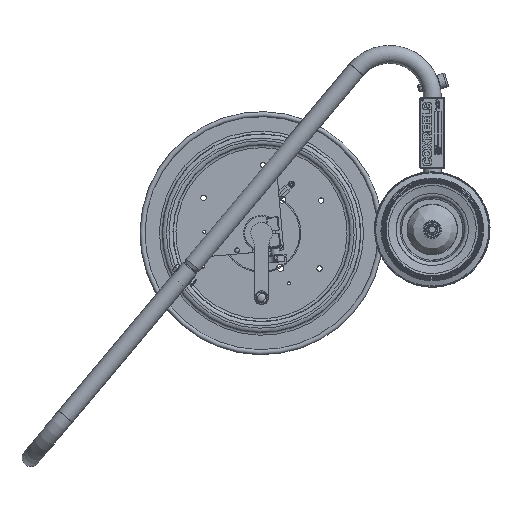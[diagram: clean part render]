
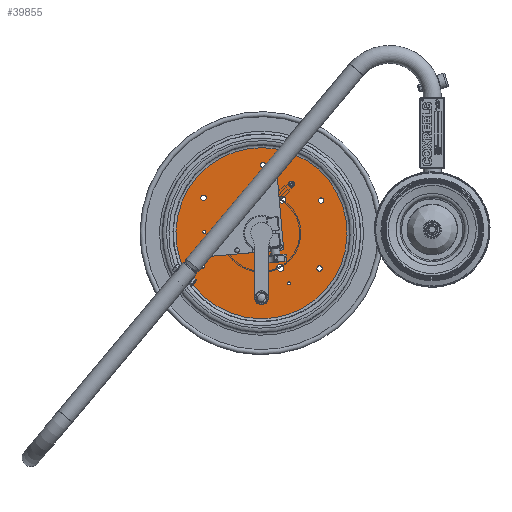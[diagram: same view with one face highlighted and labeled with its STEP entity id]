
A CAD part, left-side view. The second image highlights one B-rep face of the part: STEP entity #39855.
In plain terms, the highlighted planar face has unit normal (-1, 0, 0).
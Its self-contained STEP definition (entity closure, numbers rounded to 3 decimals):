
#2874=FACE_BOUND('',#6772,.T.);
#2875=FACE_BOUND('',#6773,.T.);
#2876=FACE_BOUND('',#6774,.T.);
#2877=FACE_BOUND('',#6775,.T.);
#2878=FACE_BOUND('',#6776,.T.);
#2879=FACE_BOUND('',#6777,.T.);
#2880=FACE_BOUND('',#6778,.T.);
#2881=FACE_BOUND('',#6779,.T.);
#2882=FACE_BOUND('',#6780,.T.);
#2883=FACE_BOUND('',#6781,.T.);
#2884=FACE_BOUND('',#6782,.T.);
#2885=FACE_BOUND('',#6783,.T.);
#2886=FACE_BOUND('',#6784,.T.);
#3974=CIRCLE('',#42437,0.25);
#3975=CIRCLE('',#42439,0.25);
#3976=CIRCLE('',#42441,0.25);
#3977=CIRCLE('',#42443,0.11);
#3978=CIRCLE('',#42445,0.188);
#3979=CIRCLE('',#42447,0.188);
#3980=CIRCLE('',#42449,0.188);
#3981=CIRCLE('',#42451,0.188);
#3982=CIRCLE('',#42453,0.188);
#3983=CIRCLE('',#42455,0.188);
#3984=CIRCLE('',#42457,0.11);
#4001=CIRCLE('',#42481,5.983);
#4002=CIRCLE('',#42482,5.983);
#4003=CIRCLE('',#42483,0.563);
#4004=CIRCLE('',#42484,0.11);
#5224=FACE_OUTER_BOUND('',#6771,.T.);
#6771=EDGE_LOOP('',(#30200,#30201));
#6772=EDGE_LOOP('',(#30202));
#6773=EDGE_LOOP('',(#30203));
#6774=EDGE_LOOP('',(#30204));
#6775=EDGE_LOOP('',(#30205));
#6776=EDGE_LOOP('',(#30206));
#6777=EDGE_LOOP('',(#30207));
#6778=EDGE_LOOP('',(#30208));
#6779=EDGE_LOOP('',(#30209));
#6780=EDGE_LOOP('',(#30210));
#6781=EDGE_LOOP('',(#30211));
#6782=EDGE_LOOP('',(#30212));
#6783=EDGE_LOOP('',(#30213));
#6784=EDGE_LOOP('',(#30214));
#15944=VERTEX_POINT('',#59983);
#15945=VERTEX_POINT('',#59987);
#15946=VERTEX_POINT('',#59991);
#15947=VERTEX_POINT('',#59995);
#15948=VERTEX_POINT('',#59999);
#15949=VERTEX_POINT('',#60003);
#15950=VERTEX_POINT('',#60007);
#15951=VERTEX_POINT('',#60011);
#15952=VERTEX_POINT('',#60015);
#15953=VERTEX_POINT('',#60019);
#15954=VERTEX_POINT('',#60023);
#15967=VERTEX_POINT('',#60061);
#15968=VERTEX_POINT('',#60062);
#15969=VERTEX_POINT('',#60065);
#15970=VERTEX_POINT('',#60067);
#21931=EDGE_CURVE('',#15944,#15944,#3974,.T.);
#21933=EDGE_CURVE('',#15945,#15945,#3975,.T.);
#21935=EDGE_CURVE('',#15946,#15946,#3976,.T.);
#21937=EDGE_CURVE('',#15947,#15947,#3977,.T.);
#21938=EDGE_CURVE('',#15948,#15948,#3978,.T.);
#21940=EDGE_CURVE('',#15949,#15949,#3979,.T.);
#21942=EDGE_CURVE('',#15950,#15950,#3980,.T.);
#21944=EDGE_CURVE('',#15951,#15951,#3981,.T.);
#21946=EDGE_CURVE('',#15952,#15952,#3982,.T.);
#21948=EDGE_CURVE('',#15953,#15953,#3983,.T.);
#21951=EDGE_CURVE('',#15954,#15954,#3984,.T.);
#21968=EDGE_CURVE('',#15967,#15968,#4001,.T.);
#21969=EDGE_CURVE('',#15968,#15967,#4002,.T.);
#21970=EDGE_CURVE('',#15969,#15969,#4003,.T.);
#21971=EDGE_CURVE('',#15970,#15970,#4004,.T.);
#30200=ORIENTED_EDGE('',*,*,#21968,.F.);
#30201=ORIENTED_EDGE('',*,*,#21969,.F.);
#30202=ORIENTED_EDGE('',*,*,#21970,.T.);
#30203=ORIENTED_EDGE('',*,*,#21931,.T.);
#30204=ORIENTED_EDGE('',*,*,#21933,.T.);
#30205=ORIENTED_EDGE('',*,*,#21935,.T.);
#30206=ORIENTED_EDGE('',*,*,#21937,.T.);
#30207=ORIENTED_EDGE('',*,*,#21938,.T.);
#30208=ORIENTED_EDGE('',*,*,#21940,.T.);
#30209=ORIENTED_EDGE('',*,*,#21942,.T.);
#30210=ORIENTED_EDGE('',*,*,#21944,.T.);
#30211=ORIENTED_EDGE('',*,*,#21946,.T.);
#30212=ORIENTED_EDGE('',*,*,#21948,.T.);
#30213=ORIENTED_EDGE('',*,*,#21951,.T.);
#30214=ORIENTED_EDGE('',*,*,#21971,.T.);
#37484=PLANE('',#42480);
#39855=ADVANCED_FACE('',(#5224,#2874,#2875,#2876,#2877,#2878,#2879,#2880,
#2881,#2882,#2883,#2884,#2885,#2886),#37484,.T.);
#42437=AXIS2_PLACEMENT_3D('',#59985,#47029,#47030);
#42439=AXIS2_PLACEMENT_3D('',#59989,#47034,#47035);
#42441=AXIS2_PLACEMENT_3D('',#59993,#47039,#47040);
#42443=AXIS2_PLACEMENT_3D('',#59997,#47044,#47045);
#42445=AXIS2_PLACEMENT_3D('',#60000,#47048,#47049);
#42447=AXIS2_PLACEMENT_3D('',#60004,#47053,#47054);
#42449=AXIS2_PLACEMENT_3D('',#60008,#47058,#47059);
#42451=AXIS2_PLACEMENT_3D('',#60012,#47063,#47064);
#42453=AXIS2_PLACEMENT_3D('',#60016,#47068,#47069);
#42455=AXIS2_PLACEMENT_3D('',#60020,#47073,#47074);
#42457=AXIS2_PLACEMENT_3D('',#60025,#47079,#47080);
#42480=AXIS2_PLACEMENT_3D('',#60060,#47125,#47126);
#42481=AXIS2_PLACEMENT_3D('',#60063,#47127,#47128);
#42482=AXIS2_PLACEMENT_3D('',#60064,#47129,#47130);
#42483=AXIS2_PLACEMENT_3D('',#60066,#47131,#47132);
#42484=AXIS2_PLACEMENT_3D('',#60068,#47133,#47134);
#47029=DIRECTION('center_axis',(1.,0.,0.));
#47030=DIRECTION('ref_axis',(0.,0.024,-1.));
#47034=DIRECTION('center_axis',(1.,0.,0.));
#47035=DIRECTION('ref_axis',(0.,0.024,-1.));
#47039=DIRECTION('center_axis',(1.,0.,0.));
#47040=DIRECTION('ref_axis',(0.,0.024,-1.));
#47044=DIRECTION('center_axis',(1.,0.,0.));
#47045=DIRECTION('ref_axis',(0.,0.024,-1.));
#47048=DIRECTION('center_axis',(1.,0.,0.));
#47049=DIRECTION('ref_axis',(0.,-0.024,1.));
#47053=DIRECTION('center_axis',(1.,0.,0.));
#47054=DIRECTION('ref_axis',(0.,0.854,0.521));
#47058=DIRECTION('center_axis',(1.,0.,0.));
#47059=DIRECTION('ref_axis',(0.,0.878,-0.479));
#47063=DIRECTION('center_axis',(1.,0.,0.));
#47064=DIRECTION('ref_axis',(0.,0.024,-1.));
#47068=DIRECTION('center_axis',(1.,0.,0.));
#47069=DIRECTION('ref_axis',(0.,-0.854,-0.521));
#47073=DIRECTION('center_axis',(1.,0.,0.));
#47074=DIRECTION('ref_axis',(0.,-0.878,0.479));
#47079=DIRECTION('center_axis',(1.,0.,0.));
#47080=DIRECTION('ref_axis',(0.,-0.878,0.479));
#47125=DIRECTION('center_axis',(-1.,0.,0.));
#47126=DIRECTION('ref_axis',(0.,1.,0.024));
#47127=DIRECTION('center_axis',(1.,0.,0.));
#47128=DIRECTION('ref_axis',(0.,0.024,-1.));
#47129=DIRECTION('center_axis',(1.,0.,0.));
#47130=DIRECTION('ref_axis',(0.,0.024,-1.));
#47131=DIRECTION('center_axis',(1.,0.,0.));
#47132=DIRECTION('ref_axis',(0.,0.024,-1.));
#47133=DIRECTION('center_axis',(1.,0.,0.));
#47134=DIRECTION('ref_axis',(0.,0.854,0.521));
#59983=CARTESIAN_POINT('',(-21.354,5.978,-3.911));
#59985=CARTESIAN_POINT('Origin',(-21.354,5.984,-4.161));
#59987=CARTESIAN_POINT('',(-21.354,10.045,-1.432));
#59989=CARTESIAN_POINT('Origin',(-21.354,10.051,-1.682));
#59991=CARTESIAN_POINT('',(-21.354,5.864,0.851));
#59993=CARTESIAN_POINT('Origin',(-21.354,5.87,0.601));
#59995=CARTESIAN_POINT('',(-21.354,11.298,-1.542));
#59997=CARTESIAN_POINT('Origin',(-21.354,11.3,-1.652));
#59999=CARTESIAN_POINT('',(-21.354,11.475,-4.211));
#60000=CARTESIAN_POINT('Origin',(-21.354,11.471,-4.023));
#60003=CARTESIAN_POINT('',(-21.354,7.255,-6.594));
#60004=CARTESIAN_POINT('Origin',(-21.354,7.415,-6.496));
#60007=CARTESIAN_POINT('',(-21.354,3.081,-4.13));
#60008=CARTESIAN_POINT('Origin',(-21.354,3.246,-4.22));
#60011=CARTESIAN_POINT('',(-21.354,3.128,0.716));
#60012=CARTESIAN_POINT('Origin',(-21.354,3.132,0.529));
#60015=CARTESIAN_POINT('',(-21.354,7.348,3.099));
#60016=CARTESIAN_POINT('Origin',(-21.354,7.188,3.001));
#60019=CARTESIAN_POINT('',(-21.354,11.522,0.635));
#60020=CARTESIAN_POINT('Origin',(-21.354,11.357,0.725));
#60023=CARTESIAN_POINT('',(-21.354,5.481,-5.311));
#60025=CARTESIAN_POINT('Origin',(-21.354,5.385,-5.258));
#60060=CARTESIAN_POINT('Origin',(-21.354,7.373,-4.738));
#60061=CARTESIAN_POINT('',(-21.354,7.444,-7.729));
#60062=CARTESIAN_POINT('',(-21.354,13.283,-1.604));
#60063=CARTESIAN_POINT('Origin',(-21.354,7.301,-1.747));
#60064=CARTESIAN_POINT('Origin',(-21.354,7.301,-1.747));
#60065=CARTESIAN_POINT('',(-21.354,7.288,-1.185));
#60066=CARTESIAN_POINT('Origin',(-21.354,7.301,-1.747));
#60067=CARTESIAN_POINT('',(-21.354,5.126,1.611));
#60068=CARTESIAN_POINT('Origin',(-21.354,5.219,1.668));
